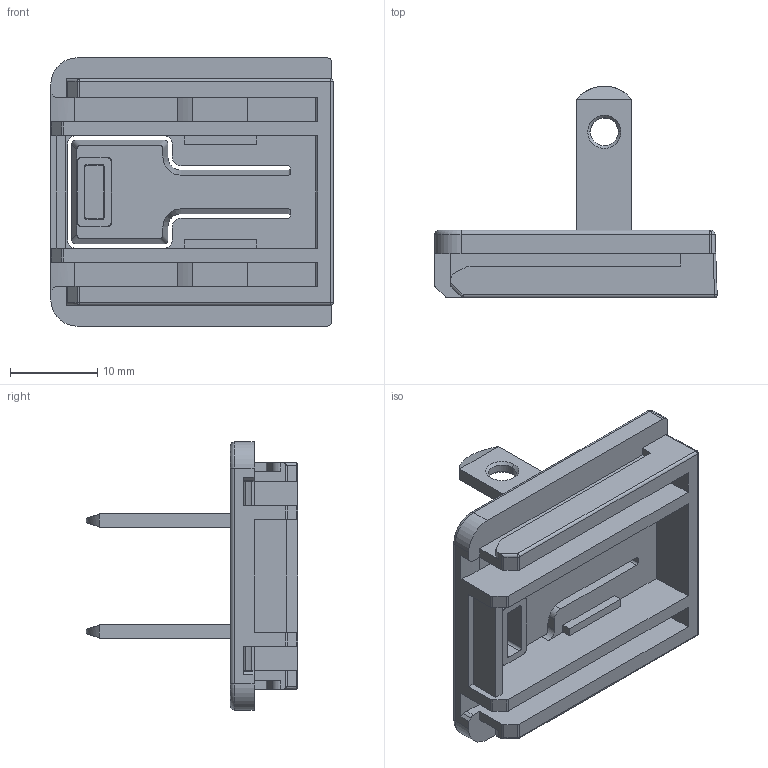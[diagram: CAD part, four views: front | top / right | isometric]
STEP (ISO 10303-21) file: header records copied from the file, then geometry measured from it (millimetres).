
FILE_DESCRIPTION((''),'2;1');
FILE_NAME('UL_ASM__ASM_2_ASM_30__ASM','2020-12-10T',('zhoulj'),(''),'CREO PARAMETRIC BY PTC INC, 2015200','CREO PARAMETRIC BY PTC INC, 2015200','');
FILE_SCHEMA(('CONFIG_CONTROL_DESIGN'));
Length unit declared in the file: millimetre
Products named in the file (3): UL_16__1_30_; PIN-UL0_3__1_2_; UL_ASM__ASM_2_ASM_30__ASM
Assembly tree (3 placements, depth 2):
  UL_ASM__ASM_2_ASM_30__ASM
    UL_16__1_30_
    PIN-UL0_3__1_2_  x2
Bounding box: 32.31 x 24.2 x 30.7 mm (x, y, z)
Volume: 4022.6 mm3; surface area: 5170.6 mm2
Topology: 3 solids, 3 shells, 198 faces, 563 edges, 364 vertices
Faces by surface type: plane 111, cylinder 67, cone 10, sphere 6, torus 4
Entity records: 6069 total; most frequent: CARTESIAN_POINT 1279, ORIENTED_EDGE 1026, DIRECTION 937, EDGE_CURVE 513, VECTOR 357, LINE 357, VERTEX_POINT 334, AXIS2_PLACEMENT_3D 290
